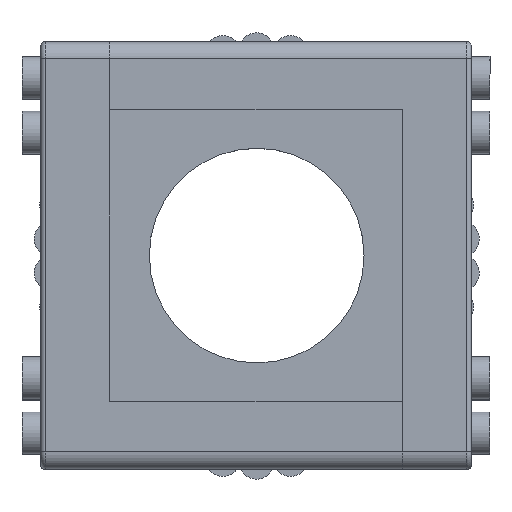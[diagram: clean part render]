
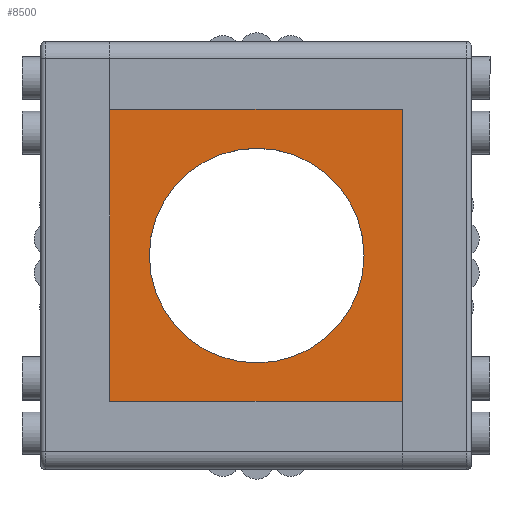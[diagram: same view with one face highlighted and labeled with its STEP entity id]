
A CAD part, top view. The second image highlights one B-rep face of the part: STEP entity #8500.
In plain terms, the highlighted planar face has unit normal (0, 0, 1).
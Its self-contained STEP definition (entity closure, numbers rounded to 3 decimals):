
#109=FACE_BOUND('',#1561,.T.);
#110=FACE_BOUND('',#1562,.T.);
#111=FACE_BOUND('',#1563,.T.);
#418=CIRCLE('',#9312,1.05);
#422=CIRCLE('',#9317,1.05);
#435=CIRCLE('',#9339,12.5);
#1074=FACE_OUTER_BOUND('',#1560,.T.);
#1560=EDGE_LOOP('',(#7126,#7127,#7128,#7129,#7130,#7131,#7132,#7133,#7134,
#7135,#7136,#7137,#7138,#7139,#7140,#7141));
#1561=EDGE_LOOP('',(#7142));
#1562=EDGE_LOOP('',(#7143));
#1563=EDGE_LOOP('',(#7144));
#2194=LINE('',#13720,#3012);
#2198=LINE('',#13729,#3016);
#2201=LINE('',#13733,#3019);
#2204=LINE('',#13741,#3022);
#2207=LINE('',#13747,#3025);
#2210=LINE('',#13753,#3028);
#2214=LINE('',#13762,#3032);
#2218=LINE('',#13771,#3036);
#2221=LINE('',#13775,#3039);
#2224=LINE('',#13783,#3042);
#2227=LINE('',#13789,#3045);
#2231=LINE('',#13796,#3049);
#2312=LINE('',#14007,#3130);
#2314=LINE('',#14010,#3132);
#2316=LINE('',#14013,#3134);
#2319=LINE('',#14019,#3137);
#3012=VECTOR('',#11137,10.);
#3016=VECTOR('',#11143,10.);
#3019=VECTOR('',#11148,10.);
#3022=VECTOR('',#11153,10.);
#3025=VECTOR('',#11158,10.);
#3028=VECTOR('',#11163,10.);
#3032=VECTOR('',#11169,10.);
#3036=VECTOR('',#11175,10.);
#3039=VECTOR('',#11180,10.);
#3042=VECTOR('',#11185,10.);
#3045=VECTOR('',#11190,10.);
#3049=VECTOR('',#11196,10.);
#3130=VECTOR('',#11401,10.);
#3132=VECTOR('',#11405,10.);
#3134=VECTOR('',#11409,10.);
#3137=VECTOR('',#11418,10.);
#3867=VERTEX_POINT('',#13717);
#3868=VERTEX_POINT('',#13719);
#3871=VERTEX_POINT('',#13726);
#3872=VERTEX_POINT('',#13728);
#3875=VERTEX_POINT('',#13738);
#3876=VERTEX_POINT('',#13740);
#3878=VERTEX_POINT('',#13746);
#3880=VERTEX_POINT('',#13752);
#3883=VERTEX_POINT('',#13759);
#3884=VERTEX_POINT('',#13761);
#3887=VERTEX_POINT('',#13768);
#3888=VERTEX_POINT('',#13770);
#3891=VERTEX_POINT('',#13780);
#3892=VERTEX_POINT('',#13782);
#3894=VERTEX_POINT('',#13788);
#3896=VERTEX_POINT('',#13794);
#3900=VERTEX_POINT('',#13803);
#3904=VERTEX_POINT('',#13814);
#3932=VERTEX_POINT('',#13883);
#4920=EDGE_CURVE('',#3868,#3867,#2194,.T.);
#4924=EDGE_CURVE('',#3872,#3871,#2198,.T.);
#4927=EDGE_CURVE('',#3871,#3868,#2201,.T.);
#4930=EDGE_CURVE('',#3876,#3875,#2204,.T.);
#4933=EDGE_CURVE('',#3878,#3876,#2207,.T.);
#4936=EDGE_CURVE('',#3880,#3878,#2210,.T.);
#4940=EDGE_CURVE('',#3884,#3883,#2214,.T.);
#4944=EDGE_CURVE('',#3888,#3887,#2218,.T.);
#4947=EDGE_CURVE('',#3887,#3884,#2221,.T.);
#4950=EDGE_CURVE('',#3892,#3891,#2224,.T.);
#4953=EDGE_CURVE('',#3894,#3892,#2227,.T.);
#4957=EDGE_CURVE('',#3891,#3896,#2231,.T.);
#4961=EDGE_CURVE('',#3900,#3900,#418,.T.);
#4967=EDGE_CURVE('',#3904,#3904,#422,.T.);
#4998=EDGE_CURVE('',#3932,#3932,#435,.T.);
#5060=EDGE_CURVE('',#3867,#3894,#2312,.T.);
#5062=EDGE_CURVE('',#3883,#3872,#2314,.T.);
#5064=EDGE_CURVE('',#3875,#3888,#2316,.T.);
#5067=EDGE_CURVE('',#3896,#3880,#2319,.T.);
#7126=ORIENTED_EDGE('',*,*,#5067,.T.);
#7127=ORIENTED_EDGE('',*,*,#4936,.T.);
#7128=ORIENTED_EDGE('',*,*,#4933,.T.);
#7129=ORIENTED_EDGE('',*,*,#4930,.T.);
#7130=ORIENTED_EDGE('',*,*,#5064,.T.);
#7131=ORIENTED_EDGE('',*,*,#4944,.T.);
#7132=ORIENTED_EDGE('',*,*,#4947,.T.);
#7133=ORIENTED_EDGE('',*,*,#4940,.T.);
#7134=ORIENTED_EDGE('',*,*,#5062,.T.);
#7135=ORIENTED_EDGE('',*,*,#4924,.T.);
#7136=ORIENTED_EDGE('',*,*,#4927,.T.);
#7137=ORIENTED_EDGE('',*,*,#4920,.T.);
#7138=ORIENTED_EDGE('',*,*,#5060,.T.);
#7139=ORIENTED_EDGE('',*,*,#4953,.T.);
#7140=ORIENTED_EDGE('',*,*,#4950,.T.);
#7141=ORIENTED_EDGE('',*,*,#4957,.T.);
#7142=ORIENTED_EDGE('',*,*,#4961,.T.);
#7143=ORIENTED_EDGE('',*,*,#4967,.T.);
#7144=ORIENTED_EDGE('',*,*,#4998,.T.);
#8105=PLANE('',#9377);
#8500=ADVANCED_FACE('',(#1074,#109,#110,#111),#8105,.T.);
#9312=AXIS2_PLACEMENT_3D('',#13805,#11203,#11204);
#9317=AXIS2_PLACEMENT_3D('',#13816,#11215,#11216);
#9339=AXIS2_PLACEMENT_3D('',#13884,#11277,#11278);
#9377=AXIS2_PLACEMENT_3D('',#14020,#11419,#11420);
#11137=DIRECTION('',(1.,0.,0.));
#11143=DIRECTION('',(0.,1.,0.));
#11148=DIRECTION('',(0.707,0.707,0.));
#11153=DIRECTION('',(-1.,0.,0.));
#11158=DIRECTION('',(-0.707,-0.707,0.));
#11163=DIRECTION('',(0.,-1.,0.));
#11169=DIRECTION('',(0.,-1.,0.));
#11175=DIRECTION('',(1.,0.,0.));
#11180=DIRECTION('',(0.707,-0.707,0.));
#11185=DIRECTION('',(-0.707,0.707,0.));
#11190=DIRECTION('',(-1.,0.,0.));
#11196=DIRECTION('',(0.,1.,0.));
#11203=DIRECTION('center_axis',(0.,0.,-1.));
#11204=DIRECTION('ref_axis',(1.,0.,0.));
#11215=DIRECTION('center_axis',(0.,0.,-1.));
#11216=DIRECTION('ref_axis',(1.,0.,0.));
#11277=DIRECTION('center_axis',(0.,0.,-1.));
#11278=DIRECTION('ref_axis',(-1.,0.,0.));
#11401=DIRECTION('',(0.,1.,0.));
#11405=DIRECTION('',(1.,0.,0.));
#11409=DIRECTION('',(0.,-1.,0.));
#11418=DIRECTION('',(-1.,0.,0.));
#11419=DIRECTION('center_axis',(0.,0.,1.));
#11420=DIRECTION('ref_axis',(1.,0.,0.));
#13717=CARTESIAN_POINT('',(24.901,-17.,4.));
#13719=CARTESIAN_POINT('',(21.323,-17.,4.));
#13720=CARTESIAN_POINT('',(21.323,-17.,4.));
#13726=CARTESIAN_POINT('',(17.,-21.323,4.));
#13728=CARTESIAN_POINT('',(17.,-24.901,4.));
#13729=CARTESIAN_POINT('',(17.,-25.101,4.));
#13733=CARTESIAN_POINT('',(17.,-21.323,4.));
#13738=CARTESIAN_POINT('',(-24.901,17.,4.));
#13740=CARTESIAN_POINT('',(-21.323,17.,4.));
#13741=CARTESIAN_POINT('',(-21.323,17.,4.));
#13746=CARTESIAN_POINT('',(-17.,21.323,4.));
#13747=CARTESIAN_POINT('',(-17.,21.323,4.));
#13752=CARTESIAN_POINT('',(-17.,24.901,4.));
#13753=CARTESIAN_POINT('',(-17.,25.101,4.));
#13759=CARTESIAN_POINT('',(-17.,-24.901,4.));
#13761=CARTESIAN_POINT('',(-17.,-21.323,4.));
#13762=CARTESIAN_POINT('',(-17.,-21.323,4.));
#13768=CARTESIAN_POINT('',(-21.323,-17.,4.));
#13770=CARTESIAN_POINT('',(-24.901,-17.,4.));
#13771=CARTESIAN_POINT('',(-25.101,-17.,4.));
#13775=CARTESIAN_POINT('',(-21.323,-17.,4.));
#13780=CARTESIAN_POINT('',(17.,21.323,4.));
#13782=CARTESIAN_POINT('',(21.323,17.,4.));
#13783=CARTESIAN_POINT('',(21.323,17.,4.));
#13788=CARTESIAN_POINT('',(24.901,17.,4.));
#13789=CARTESIAN_POINT('',(25.101,17.,4.));
#13794=CARTESIAN_POINT('',(17.,24.901,4.));
#13796=CARTESIAN_POINT('',(17.,21.323,4.));
#13803=CARTESIAN_POINT('',(22.051,15.,4.));
#13805=CARTESIAN_POINT('Origin',(23.101,15.,4.));
#13814=CARTESIAN_POINT('',(-24.151,-15.,4.));
#13816=CARTESIAN_POINT('Origin',(-23.101,-15.,4.));
#13883=CARTESIAN_POINT('',(12.5,0.,4.));
#13884=CARTESIAN_POINT('Origin',(0.,0.,4.));
#14007=CARTESIAN_POINT('',(24.901,-17.,4.));
#14010=CARTESIAN_POINT('',(-17.,-24.901,4.));
#14013=CARTESIAN_POINT('',(-24.901,17.,4.));
#14019=CARTESIAN_POINT('',(17.,24.901,4.));
#14020=CARTESIAN_POINT('Origin',(0.,0.,4.));
